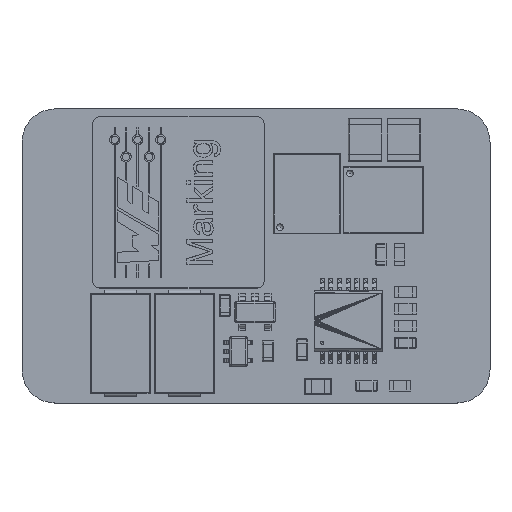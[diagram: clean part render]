
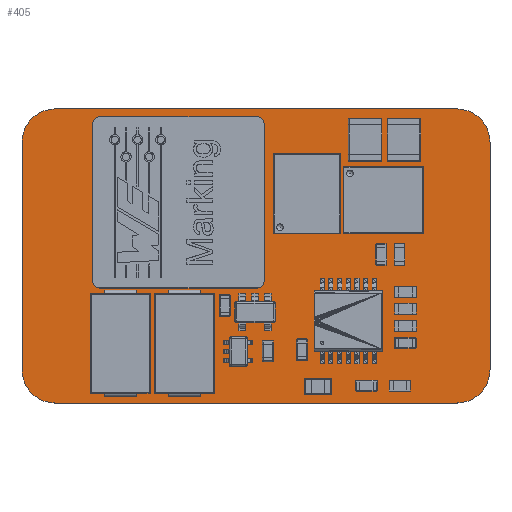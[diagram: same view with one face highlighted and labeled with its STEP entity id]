
A CAD part, top view. The second image highlights one B-rep face of the part: STEP entity #405.
In plain terms, the highlighted planar face has unit normal (0, 0, 1).
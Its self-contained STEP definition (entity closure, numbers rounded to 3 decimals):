
#140 = VERTEX_POINT('',#141);
#141 = CARTESIAN_POINT('',(2.5,0.,1.686));
#147 = EDGE_CURVE('',#140,#148,#150,.T.);
#148 = VERTEX_POINT('',#149);
#149 = CARTESIAN_POINT('',(0.,2.5,1.686));
#150 = CIRCLE('',#151,2.499);
#151 = AXIS2_PLACEMENT_3D('',#152,#153,#154);
#152 = CARTESIAN_POINT('',(2.499,2.499,1.686));
#153 = DIRECTION('',(0.,0.,-1.));
#154 = DIRECTION('',(0.,-1.,0.));
#180 = EDGE_CURVE('',#148,#181,#183,.T.);
#181 = VERTEX_POINT('',#182);
#182 = CARTESIAN_POINT('',(0.,19.5,1.686));
#183 = LINE('',#184,#185);
#184 = CARTESIAN_POINT('',(0.,2.5,1.686));
#185 = VECTOR('',#186,1.);
#186 = DIRECTION('',(0.,1.,0.));
#211 = EDGE_CURVE('',#181,#212,#214,.T.);
#212 = VERTEX_POINT('',#213);
#213 = CARTESIAN_POINT('',(2.5,22.,1.686));
#214 = CIRCLE('',#215,2.499);
#215 = AXIS2_PLACEMENT_3D('',#216,#217,#218);
#216 = CARTESIAN_POINT('',(2.499,19.501,1.686));
#217 = DIRECTION('',(0.,0.,-1.));
#218 = DIRECTION('',(-1.,0.,0.));
#244 = EDGE_CURVE('',#212,#245,#247,.T.);
#245 = VERTEX_POINT('',#246);
#246 = CARTESIAN_POINT('',(32.5,22.,1.686));
#247 = LINE('',#248,#249);
#248 = CARTESIAN_POINT('',(2.5,22.,1.686));
#249 = VECTOR('',#250,1.);
#250 = DIRECTION('',(1.,0.,0.));
#275 = EDGE_CURVE('',#245,#276,#278,.T.);
#276 = VERTEX_POINT('',#277);
#277 = CARTESIAN_POINT('',(35.,19.5,1.686));
#278 = CIRCLE('',#279,2.499);
#279 = AXIS2_PLACEMENT_3D('',#280,#281,#282);
#280 = CARTESIAN_POINT('',(32.501,19.501,1.686));
#281 = DIRECTION('',(0.,0.,-1.));
#282 = DIRECTION('',(0.,1.,0.));
#308 = EDGE_CURVE('',#276,#309,#311,.T.);
#309 = VERTEX_POINT('',#310);
#310 = CARTESIAN_POINT('',(35.,2.5,1.686));
#311 = LINE('',#312,#313);
#312 = CARTESIAN_POINT('',(35.,19.5,1.686));
#313 = VECTOR('',#314,1.);
#314 = DIRECTION('',(0.,-1.,0.));
#339 = EDGE_CURVE('',#309,#340,#342,.T.);
#340 = VERTEX_POINT('',#341);
#341 = CARTESIAN_POINT('',(32.5,0.,1.686));
#342 = CIRCLE('',#343,2.499);
#343 = AXIS2_PLACEMENT_3D('',#344,#345,#346);
#344 = CARTESIAN_POINT('',(32.501,2.499,1.686));
#345 = DIRECTION('',(0.,0.,-1.));
#346 = DIRECTION('',(1.,0.,0.));
#372 = EDGE_CURVE('',#340,#140,#373,.T.);
#373 = LINE('',#374,#375);
#374 = CARTESIAN_POINT('',(32.5,0.,1.686));
#375 = VECTOR('',#376,1.);
#376 = DIRECTION('',(-1.,0.,0.));
#405 = ADVANCED_FACE('',(#406),#416,.T.);
#406 = FACE_BOUND('',#407,.F.);
#407 = EDGE_LOOP('',(#408,#409,#410,#411,#412,#413,#414,#415));
#408 = ORIENTED_EDGE('',*,*,#147,.T.);
#409 = ORIENTED_EDGE('',*,*,#180,.T.);
#410 = ORIENTED_EDGE('',*,*,#211,.T.);
#411 = ORIENTED_EDGE('',*,*,#244,.T.);
#412 = ORIENTED_EDGE('',*,*,#275,.T.);
#413 = ORIENTED_EDGE('',*,*,#308,.T.);
#414 = ORIENTED_EDGE('',*,*,#339,.T.);
#415 = ORIENTED_EDGE('',*,*,#372,.T.);
#416 = PLANE('',#417);
#417 = AXIS2_PLACEMENT_3D('',#418,#419,#420);
#418 = CARTESIAN_POINT('',(2.5,0.,1.686));
#419 = DIRECTION('',(0.,0.,1.));
#420 = DIRECTION('',(1.,0.,0.));
